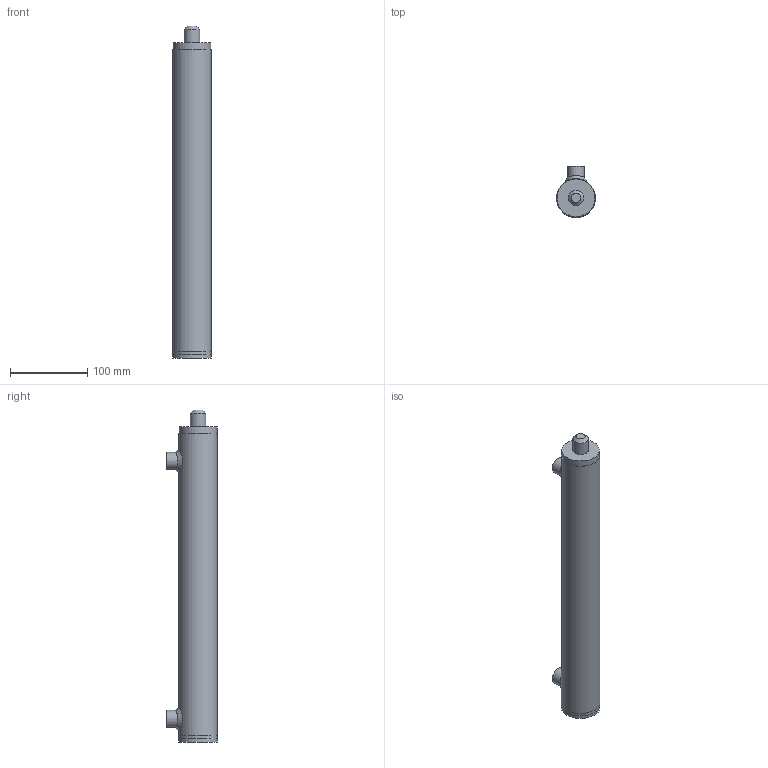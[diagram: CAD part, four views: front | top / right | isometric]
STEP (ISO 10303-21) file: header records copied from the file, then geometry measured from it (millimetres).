
FILE_DESCRIPTION(/* description */ (''),/* implementation_level */ '2;1');
FILE_NAME(/* name */ 'CY0400200300A00A00-1.stp',/* time_stamp */ '2025-11-25T10:24:55+01:00',/* author */ ('muc'),/* organization */ (''),/* preprocessor_version */ 'ST-DEVELOPER v20',/* originating_system */ 'Autodesk Inventor 2022',/* authorisation */ '');
FILE_SCHEMA (('AUTOMOTIVE_DESIGN { 1 0 10303 214 3 1 1 }'));
Length unit declared in the file: millimetre
Products named in the file (9): CY0400200300A00A00-1; CY0400200300A00A00-1_1; Rør; Stok; NBF000040050; NBP000040015; NBDAA0001415 M12x1,5; NBT005004020; NBBORSG 1-4
Assembly tree (9 placements, depth 2):
  CY0400200300A00A00-1
    CY0400200300A00A00-1_1
    Rør
    Stok
    NBF000040050
    NBP000040015
    NBDAA0001415 M12x1,5
    NBT005004020
    NBBORSG 1-4  x2
Bounding box: 50 x 66 x 430 mm (x, y, z)
Volume: 505620.6 mm3; surface area: 176002.9 mm2
Topology: 11 solids, 11 shells, 126 faces, 267 edges, 165 vertices
Faces by surface type: plane 46, cylinder 40, cone 20, bspline 14, torus 6
Full cylindrical faces by diameter (mm): 5 x2, 11.445 x2, 12.376 x1, 14 x1, 15 x2, 20 x5, 22 x5, 22.895 x2, 24.325 x1, 30 x1, 35 x3, 40 x7, 42 x1, 44 x1, 49 x1, 50 x3
Entity records: 4683 total; most frequent: CARTESIAN_POINT 1760, DIRECTION 576, ORIENTED_EDGE 488, EDGE_CURVE 244, AXIS2_PLACEMENT_3D 242, VERTEX_POINT 158, EDGE_LOOP 154, FACE_OUTER_BOUND 120
